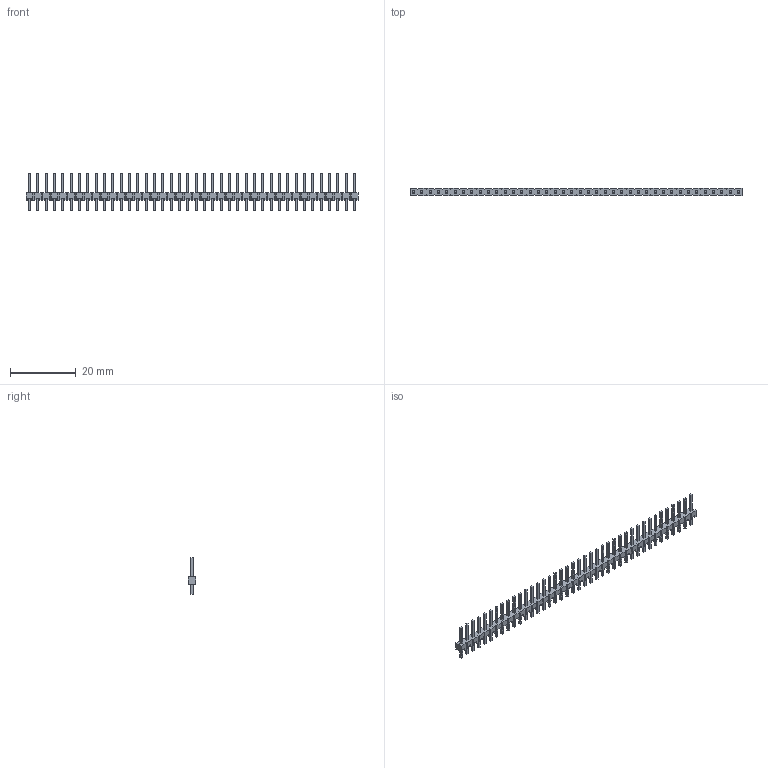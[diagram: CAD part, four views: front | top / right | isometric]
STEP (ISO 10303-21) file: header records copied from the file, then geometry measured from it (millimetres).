
FILE_DESCRIPTION((''),'2;1');
FILE_NAME('C-9-146281-0','2016-09-15T',('workeradm'),('Tyco Electronics Ltd.'),'CREO PARAMETRIC BY PTC INC, 2016050','CREO PARAMETRIC BY PTC INC, 2016050','');
FILE_SCHEMA(('AUTOMOTIVE_DESIGN { 1 0 10303 214 1 1 1 1 }'));
Length unit declared in the file: millimetre
Products named in the file (1): C-9-146281-0
Bounding box: 101.19 x 2.34 x 11.18 mm (x, y, z)
Volume: 614.8 mm3; surface area: 2023.6 mm2
Topology: 1 solids, 1 shells, 800 faces, 2154 edges, 1436 vertices
Faces by surface type: plane 800
Entity records: 24694 total; most frequent: CARTESIAN_POINT 4392, ORIENTED_EDGE 4308, DIRECTION 3754, VECTOR 2154, LINE 2154, EDGE_CURVE 2154, VERTEX_POINT 1436, EDGE_LOOP 880
